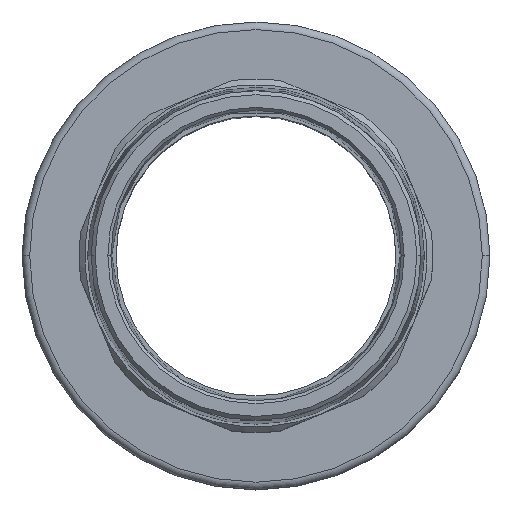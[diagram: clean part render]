
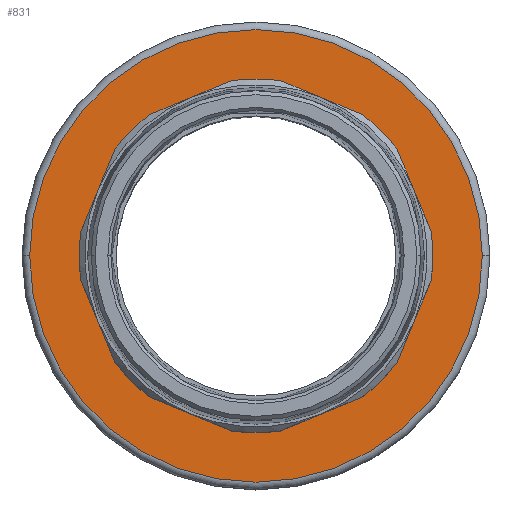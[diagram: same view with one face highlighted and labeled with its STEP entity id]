
A CAD part, top view. The second image highlights one B-rep face of the part: STEP entity #831.
In plain terms, the highlighted planar face has unit normal (0, 0, 1).
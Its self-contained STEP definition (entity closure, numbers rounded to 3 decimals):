
#44=CARTESIAN_POINT('',(0.,0.,29.));
#45=DIRECTION('',(0.,0.,1.));
#46=DIRECTION('',(-1.,0.,0.));
#47=AXIS2_PLACEMENT_3D('',#44,#45,#46);
#49=CARTESIAN_POINT('',(0.,0.,29.));
#50=DIRECTION('',(0.,0.,-1.));
#51=DIRECTION('',(-1.,0.,0.));
#52=AXIS2_PLACEMENT_3D('',#49,#50,#51);
#54=CARTESIAN_POINT('',(0.,0.,29.));
#55=DIRECTION('',(0.,0.,-1.));
#56=DIRECTION('',(-0.603,-0.798,0.));
#57=AXIS2_PLACEMENT_3D('',#54,#55,#56);
#59=DIRECTION('',(-0.924,0.383,0.));
#60=VECTOR('',#59,23.431);
#61=CARTESIAN_POINT('',(-6.397,-46.058,29.));
#62=LINE('',#61,#60);
#63=CARTESIAN_POINT('',(0.,0.,29.));
#64=DIRECTION('',(0.,0.,-1.));
#65=DIRECTION('',(0.138,-0.99,0.));
#66=AXIS2_PLACEMENT_3D('',#63,#64,#65);
#68=DIRECTION('',(-0.924,-0.383,0.));
#69=VECTOR('',#68,23.431);
#70=CARTESIAN_POINT('',(28.044,-37.091,29.));
#71=LINE('',#70,#69);
#72=CARTESIAN_POINT('',(0.,0.,29.));
#73=DIRECTION('',(0.,0.,-1.));
#74=DIRECTION('',(0.798,-0.603,0.));
#75=AXIS2_PLACEMENT_3D('',#72,#73,#74);
#77=DIRECTION('',(-0.383,-0.924,0.));
#78=VECTOR('',#77,23.431);
#79=CARTESIAN_POINT('',(46.058,-6.397,29.));
#80=LINE('',#79,#78);
#81=DIRECTION('',(0.383,-0.924,0.));
#82=VECTOR('',#81,23.431);
#83=CARTESIAN_POINT('',(37.091,28.044,29.));
#84=LINE('',#83,#82);
#85=CARTESIAN_POINT('',(0.,0.,29.));
#86=DIRECTION('',(0.,0.,-1.));
#87=DIRECTION('',(0.603,0.798,0.));
#88=AXIS2_PLACEMENT_3D('',#85,#86,#87);
#90=DIRECTION('',(0.924,-0.383,0.));
#91=VECTOR('',#90,23.431);
#92=CARTESIAN_POINT('',(6.397,46.058,29.));
#93=LINE('',#92,#91);
#94=CARTESIAN_POINT('',(0.,0.,29.));
#95=DIRECTION('',(0.,0.,-1.));
#96=DIRECTION('',(-0.138,0.99,0.));
#97=AXIS2_PLACEMENT_3D('',#94,#95,#96);
#99=DIRECTION('',(0.924,0.383,0.));
#100=VECTOR('',#99,23.431);
#101=CARTESIAN_POINT('',(-28.044,37.091,29.));
#102=LINE('',#101,#100);
#103=CARTESIAN_POINT('',(0.,0.,29.));
#104=DIRECTION('',(0.,0.,-1.));
#105=DIRECTION('',(-0.798,0.603,0.));
#106=AXIS2_PLACEMENT_3D('',#103,#104,#105);
#108=DIRECTION('',(0.383,0.924,0.));
#109=VECTOR('',#108,23.431);
#110=CARTESIAN_POINT('',(-46.058,6.397,29.));
#111=LINE('',#110,#109);
#112=DIRECTION('',(-0.383,0.924,0.));
#113=VECTOR('',#112,23.431);
#114=CARTESIAN_POINT('',(-37.091,-28.044,29.));
#115=LINE('',#114,#113);
#293=CARTESIAN_POINT('',(0.,0.,29.));
#294=DIRECTION('',(0.,0.,-1.));
#295=DIRECTION('',(0.99,0.138,0.));
#296=AXIS2_PLACEMENT_3D('',#293,#294,#295);
#306=CARTESIAN_POINT('',(0.,0.,29.));
#307=DIRECTION('',(0.,0.,-1.));
#308=DIRECTION('',(-0.99,-0.138,0.));
#309=AXIS2_PLACEMENT_3D('',#306,#307,#308);
#591=CARTESIAN_POINT('',(28.044,-37.091,29.));
#592=CARTESIAN_POINT('',(6.397,-46.058,29.));
#593=VERTEX_POINT('',#591);
#594=VERTEX_POINT('',#592);
#595=CARTESIAN_POINT('',(46.058,-6.397,29.));
#596=CARTESIAN_POINT('',(37.091,-28.044,29.));
#597=VERTEX_POINT('',#595);
#598=VERTEX_POINT('',#596);
#599=CARTESIAN_POINT('',(37.091,28.044,29.));
#600=CARTESIAN_POINT('',(46.058,6.397,29.));
#601=VERTEX_POINT('',#599);
#602=VERTEX_POINT('',#600);
#603=CARTESIAN_POINT('',(6.397,46.058,29.));
#604=CARTESIAN_POINT('',(28.044,37.091,29.));
#605=VERTEX_POINT('',#603);
#606=VERTEX_POINT('',#604);
#607=CARTESIAN_POINT('',(-28.044,37.091,29.));
#608=CARTESIAN_POINT('',(-6.397,46.058,29.));
#609=VERTEX_POINT('',#607);
#610=VERTEX_POINT('',#608);
#611=CARTESIAN_POINT('',(-46.058,6.397,29.));
#612=CARTESIAN_POINT('',(-37.091,28.044,29.));
#613=VERTEX_POINT('',#611);
#614=VERTEX_POINT('',#612);
#615=CARTESIAN_POINT('',(-37.091,-28.044,29.));
#616=CARTESIAN_POINT('',(-46.058,-6.397,29.));
#617=VERTEX_POINT('',#615);
#618=VERTEX_POINT('',#616);
#619=CARTESIAN_POINT('',(-6.397,-46.058,29.));
#620=CARTESIAN_POINT('',(-28.044,-37.091,29.));
#621=VERTEX_POINT('',#619);
#622=VERTEX_POINT('',#620);
#695=CARTESIAN_POINT('',(-59.5,0.,29.));
#696=VERTEX_POINT('',#695);
#713=CARTESIAN_POINT('',(59.5,0.,29.));
#714=VERTEX_POINT('',#713);
#786=CARTESIAN_POINT('',(0.,0.,29.));
#787=DIRECTION('',(0.,0.,1.));
#788=DIRECTION('',(1.,0.,0.));
#789=AXIS2_PLACEMENT_3D('',#786,#787,#788);
#790=PLANE('',#789);
#792=ORIENTED_EDGE('',*,*,#791,.F.);
#794=ORIENTED_EDGE('',*,*,#793,.T.);
#795=EDGE_LOOP('',(#792,#794));
#796=FACE_OUTER_BOUND('',#795,.F.);
#798=ORIENTED_EDGE('',*,*,#797,.F.);
#800=ORIENTED_EDGE('',*,*,#799,.F.);
#802=ORIENTED_EDGE('',*,*,#801,.F.);
#804=ORIENTED_EDGE('',*,*,#803,.F.);
#806=ORIENTED_EDGE('',*,*,#805,.F.);
#808=ORIENTED_EDGE('',*,*,#807,.F.);
#810=ORIENTED_EDGE('',*,*,#809,.F.);
#812=ORIENTED_EDGE('',*,*,#811,.F.);
#814=ORIENTED_EDGE('',*,*,#813,.F.);
#816=ORIENTED_EDGE('',*,*,#815,.F.);
#818=ORIENTED_EDGE('',*,*,#817,.F.);
#820=ORIENTED_EDGE('',*,*,#819,.F.);
#822=ORIENTED_EDGE('',*,*,#821,.F.);
#824=ORIENTED_EDGE('',*,*,#823,.F.);
#826=ORIENTED_EDGE('',*,*,#825,.F.);
#828=ORIENTED_EDGE('',*,*,#827,.F.);
#829=EDGE_LOOP('',(#798,#800,#802,#804,#806,#808,#810,#812,#814,#816,#818,#820,
#822,#824,#826,#828));
#830=FACE_BOUND('',#829,.F.);
#831=ADVANCED_FACE('',(#796,#830),#790,.T.);
#48=CIRCLE('',#47,59.5);
#53=CIRCLE('',#52,59.5);
#58=CIRCLE('',#57,46.5);
#67=CIRCLE('',#66,46.5);
#76=CIRCLE('',#75,46.5);
#89=CIRCLE('',#88,46.5);
#98=CIRCLE('',#97,46.5);
#107=CIRCLE('',#106,46.5);
#297=CIRCLE('',#296,46.5);
#310=CIRCLE('',#309,46.5);
#791=EDGE_CURVE('',#696,#714,#48,.T.);
#793=EDGE_CURVE('',#696,#714,#53,.T.);
#797=EDGE_CURVE('',#622,#617,#58,.T.);
#799=EDGE_CURVE('',#621,#622,#62,.T.);
#801=EDGE_CURVE('',#594,#621,#67,.T.);
#803=EDGE_CURVE('',#593,#594,#71,.T.);
#805=EDGE_CURVE('',#598,#593,#76,.T.);
#807=EDGE_CURVE('',#597,#598,#80,.T.);
#809=EDGE_CURVE('',#602,#597,#297,.T.);
#811=EDGE_CURVE('',#601,#602,#84,.T.);
#813=EDGE_CURVE('',#606,#601,#89,.T.);
#815=EDGE_CURVE('',#605,#606,#93,.T.);
#817=EDGE_CURVE('',#610,#605,#98,.T.);
#819=EDGE_CURVE('',#609,#610,#102,.T.);
#821=EDGE_CURVE('',#614,#609,#107,.T.);
#823=EDGE_CURVE('',#613,#614,#111,.T.);
#825=EDGE_CURVE('',#618,#613,#310,.T.);
#827=EDGE_CURVE('',#617,#618,#115,.T.);
